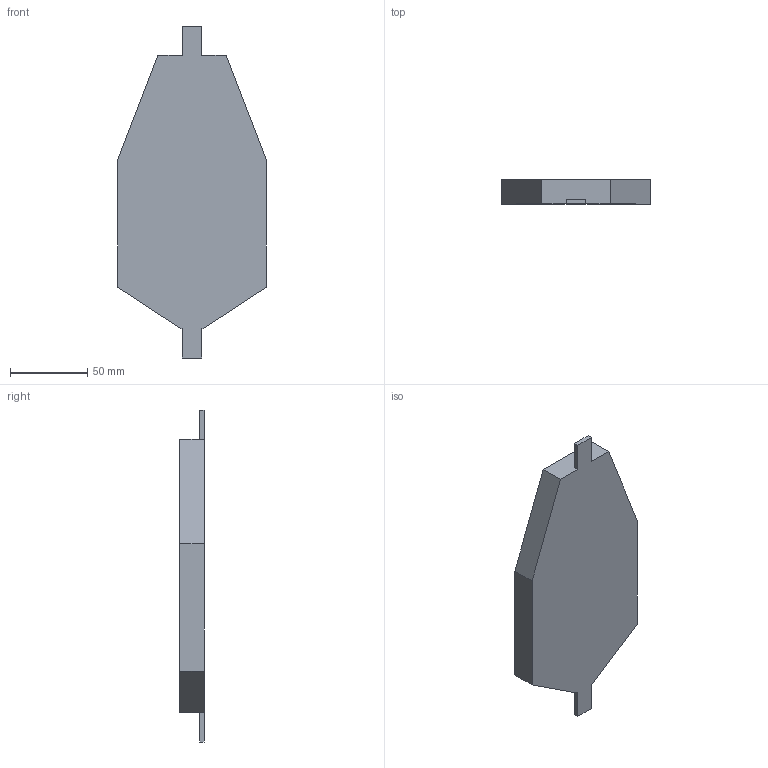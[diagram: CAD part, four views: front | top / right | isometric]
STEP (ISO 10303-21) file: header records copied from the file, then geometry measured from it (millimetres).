
FILE_DESCRIPTION(/* description */ (''),/* implementation_level */ '2;1');
FILE_NAME(/* name */ 'e44a3761-ecdb-42fa-955c-e706e9d882f7.stp',/* time_stamp */ '2023-09-28T23:19:29Z',/* author */ (''),/* organization */ (''),/* preprocessor_version */ 'ST-DEVELOPER v20',/* originating_system */ 'Autodesk Translation Framework v12.14.0.127',/* authorisation */ '');
FILE_SCHEMA (('AUTOMOTIVE_DESIGN { 1 0 10303 214 3 1 1 }'));
Length unit declared in the file: millimetre
Products named in the file (1): 3.0?
Bounding box: 96 x 15.7 x 214.5 mm (x, y, z)
Volume: 64653.6 mm3; surface area: 45768.4 mm2
Topology: 1 solids, 1 shells, 49 faces, 128 edges, 82 vertices
Faces by surface type: plane 43, cylinder 6
Entity records: 1507 total; most frequent: CARTESIAN_POINT 260, ORIENTED_EDGE 256, DIRECTION 240, EDGE_CURVE 128, LINE 116, VECTOR 116, VERTEX_POINT 82, AXIS2_PLACEMENT_3D 62
